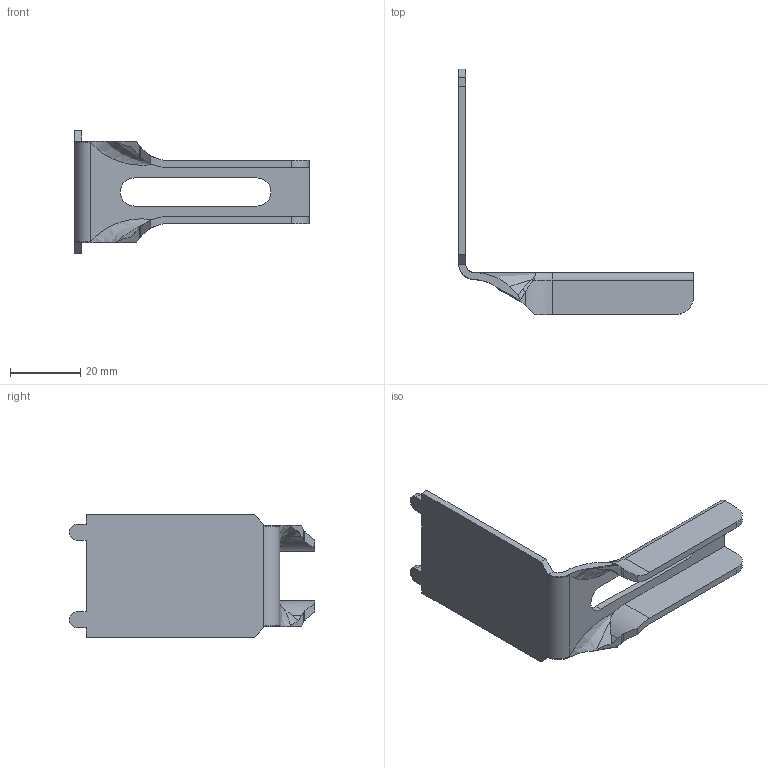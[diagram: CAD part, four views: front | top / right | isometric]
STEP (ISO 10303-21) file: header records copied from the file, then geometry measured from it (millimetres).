
FILE_DESCRIPTION (( 'STEP AP203' ), '1' );
FILE_NAME ('Clamp_lower_part_O2_42.STEP', '2017-10-13T06:03:45', ( '' ), ( '' ), 'SwSTEP 2.0', 'SolidWorks 2017', '' );
FILE_SCHEMA (( 'CONFIG_CONTROL_DESIGN' ));
Length unit declared in the file: millimetre
Products named in the file (1): Clamp_lower_part_O2_42
Bounding box: 66.96 x 70 x 35 mm (x, y, z)
Volume: 7766.2 mm3; surface area: 8636.8 mm2
Topology: 1 solids, 1 shells, 82 faces, 223 edges, 143 vertices
Faces by surface type: plane 32, bspline 24, cylinder 18, cone 4, torus 4
Entity records: 5139 total; most frequent: CARTESIAN_POINT 3290, ORIENTED_EDGE 446, DIRECTION 262, EDGE_CURVE 223, VERTEX_POINT 143, B_SPLINE_CURVE_WITH_KNOTS 93, AXIS2_PLACEMENT_3D 89, LINE 84
